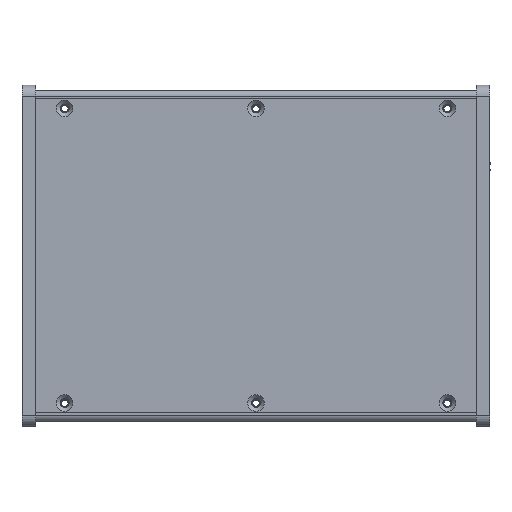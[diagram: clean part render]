
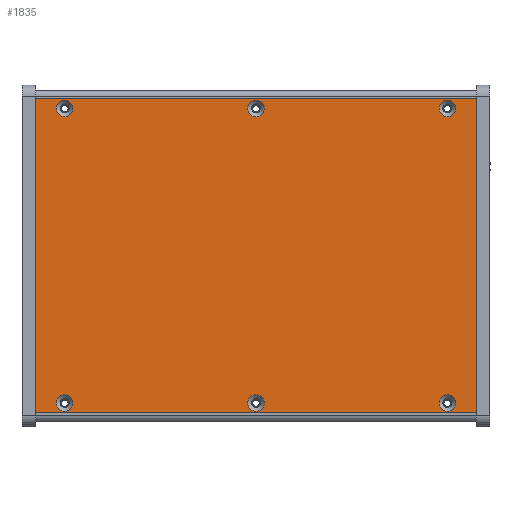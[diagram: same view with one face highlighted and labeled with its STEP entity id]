
A CAD part, top view. The second image highlights one B-rep face of the part: STEP entity #1835.
In plain terms, the highlighted face is planar.
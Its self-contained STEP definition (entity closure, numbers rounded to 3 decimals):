
#1835=ADVANCED_FACE('',(#5964,#5966,#5968,#5970,#5972,#5974,#5976),#5978,.T.);
#5964=FACE_BOUND('',#5965,.T.);
#5965=EDGE_LOOP('',(#9195,#9196,#9197,#9198));
#5966=FACE_BOUND('',#5967,.T.);
#5967=EDGE_LOOP('',(#9199));
#5968=FACE_BOUND('',#5969,.T.);
#5969=EDGE_LOOP('',(#9200));
#5970=FACE_BOUND('',#5971,.T.);
#5971=EDGE_LOOP('',(#9201));
#5972=FACE_BOUND('',#5973,.T.);
#5973=EDGE_LOOP('',(#9202));
#5974=FACE_BOUND('',#5975,.T.);
#5975=EDGE_LOOP('',(#9203));
#5976=FACE_BOUND('',#5977,.T.);
#5977=EDGE_LOOP('',(#9204));
#5978=PLANE('',#5979);
#5979=AXIS2_PLACEMENT_3D('',#5980,#5981,#5982);
#5980=CARTESIAN_POINT('',(164.,0.,0.));
#5981=DIRECTION('',(0.,0.,-1.));
#5982=DIRECTION('',(-1.,0.,0.));
#9195=ORIENTED_EDGE('',*,*,#10822,.T.);
#9196=ORIENTED_EDGE('',*,*,#10761,.T.);
#9197=ORIENTED_EDGE('',*,*,#10823,.F.);
#9198=ORIENTED_EDGE('',*,*,#10753,.F.);
#9199=ORIENTED_EDGE('',*,*,#10824,.T.);
#9200=ORIENTED_EDGE('',*,*,#10825,.T.);
#9201=ORIENTED_EDGE('',*,*,#10826,.T.);
#9202=ORIENTED_EDGE('',*,*,#10827,.T.);
#9203=ORIENTED_EDGE('',*,*,#10828,.T.);
#9204=ORIENTED_EDGE('',*,*,#10829,.T.);
#10753=EDGE_CURVE('',#12019,#12021,#12022,.T.);
#10761=EDGE_CURVE('',#12035,#12033,#12036,.T.);
#10822=EDGE_CURVE('',#12019,#12035,#12135,.T.);
#10823=EDGE_CURVE('',#12021,#12033,#12136,.T.);
#10824=EDGE_CURVE('',#12137,#12137,#12138,.F.);
#10825=EDGE_CURVE('',#12139,#12139,#12140,.F.);
#10826=EDGE_CURVE('',#12141,#12141,#12142,.F.);
#10827=EDGE_CURVE('',#12143,#12143,#12144,.F.);
#10828=EDGE_CURVE('',#12145,#12145,#12146,.F.);
#10829=EDGE_CURVE('',#12147,#12147,#12148,.F.);
#12019=VERTEX_POINT('',#14622);
#12021=VERTEX_POINT('',#14626);
#12022=LINE('',#14627,#14628);
#12033=VERTEX_POINT('',#14655);
#12035=VERTEX_POINT('',#14659);
#12036=LINE('',#14660,#14661);
#12135=LINE('',#14901,#14902);
#12136=LINE('',#14904,#14905);
#12137=VERTEX_POINT('',#14907);
#12138=CIRCLE('',#14908,3.);
#12139=VERTEX_POINT('',#14912);
#12140=CIRCLE('',#14913,3.);
#12141=VERTEX_POINT('',#14917);
#12142=CIRCLE('',#14918,3.);
#12143=VERTEX_POINT('',#14922);
#12144=CIRCLE('',#14923,3.);
#12145=VERTEX_POINT('',#14927);
#12146=CIRCLE('',#14928,3.);
#12147=VERTEX_POINT('',#14932);
#12148=CIRCLE('',#14933,3.);
#14622=CARTESIAN_POINT('',(164.,0.,0.));
#14626=CARTESIAN_POINT('',(164.,114.,0.));
#14627=CARTESIAN_POINT('',(164.,0.,0.));
#14628=VECTOR('',#14629,1.);
#14629=DIRECTION('',(0.,1.,0.));
#14655=CARTESIAN_POINT('',(0.,114.,0.));
#14659=CARTESIAN_POINT('',(0.,0.,0.));
#14660=CARTESIAN_POINT('',(0.,0.,0.));
#14661=VECTOR('',#14662,1.);
#14662=DIRECTION('',(0.,1.,0.));
#14901=CARTESIAN_POINT('',(164.,0.,0.));
#14902=VECTOR('',#14903,1.);
#14903=DIRECTION('',(-1.,0.,0.));
#14904=CARTESIAN_POINT('',(164.,114.,0.));
#14905=VECTOR('',#14906,1.);
#14906=DIRECTION('',(-1.,0.,0.));
#14907=CARTESIAN_POINT('',(82.,6.5,0.));
#14908=AXIS2_PLACEMENT_3D('',#14909,#14910,#14911);
#14909=CARTESIAN_POINT('',(82.,3.5,0.));
#14910=DIRECTION('',(0.,0.,-1.));
#14911=DIRECTION('',(0.,1.,0.));
#14912=CARTESIAN_POINT('',(151.5,6.5,0.));
#14913=AXIS2_PLACEMENT_3D('',#14914,#14915,#14916);
#14914=CARTESIAN_POINT('',(151.5,3.5,0.));
#14915=DIRECTION('',(0.,0.,-1.));
#14916=DIRECTION('',(0.,1.,0.));
#14917=CARTESIAN_POINT('',(151.5,113.5,0.));
#14918=AXIS2_PLACEMENT_3D('',#14919,#14920,#14921);
#14919=CARTESIAN_POINT('',(151.5,110.5,0.));
#14920=DIRECTION('',(0.,0.,-1.));
#14921=DIRECTION('',(0.,1.,0.));
#14922=CARTESIAN_POINT('',(82.,113.5,0.));
#14923=AXIS2_PLACEMENT_3D('',#14924,#14925,#14926);
#14924=CARTESIAN_POINT('',(82.,110.5,0.));
#14925=DIRECTION('',(0.,0.,-1.));
#14926=DIRECTION('',(0.,1.,0.));
#14927=CARTESIAN_POINT('',(12.5,113.5,0.));
#14928=AXIS2_PLACEMENT_3D('',#14929,#14930,#14931);
#14929=CARTESIAN_POINT('',(12.5,110.5,0.));
#14930=DIRECTION('',(0.,0.,-1.));
#14931=DIRECTION('',(0.,1.,0.));
#14932=CARTESIAN_POINT('',(12.5,6.5,0.));
#14933=AXIS2_PLACEMENT_3D('',#14934,#14935,#14936);
#14934=CARTESIAN_POINT('',(12.5,3.5,0.));
#14935=DIRECTION('',(0.,0.,-1.));
#14936=DIRECTION('',(0.,1.,0.));
